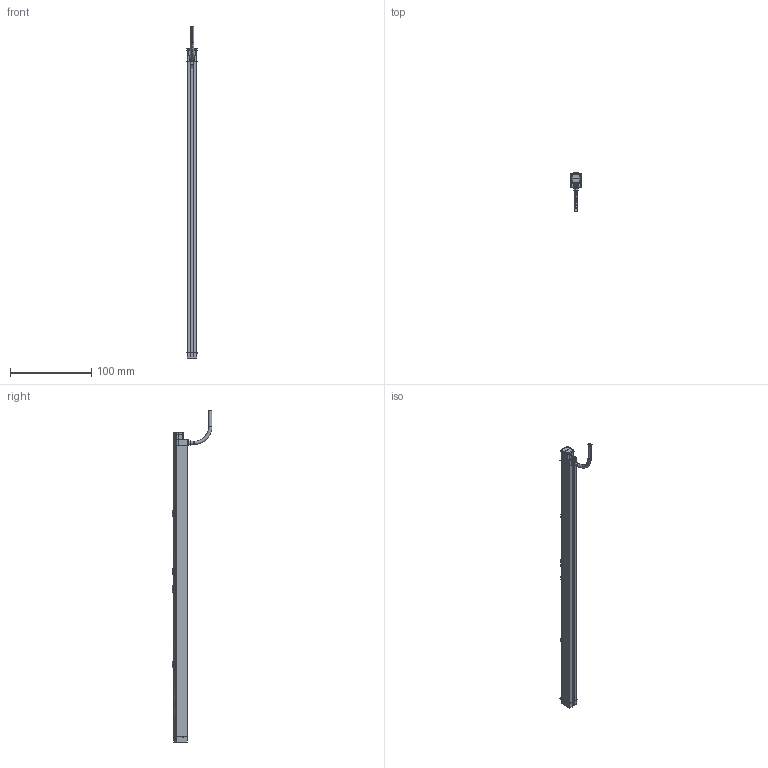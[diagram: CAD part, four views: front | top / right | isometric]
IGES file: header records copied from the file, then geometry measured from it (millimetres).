
Start section:  PTC IGES file: 218403_sm01.igs
Global section: file name: 218403_sm01.igs; native system: Creo Parametric by PTC Inc.; preprocessor: 2019292; author: PDMAdmin; organization: Unknown; date: 20220714.161646; units: millimetre
Bounding box: 12.81 x 49.18 x 408.2 mm (x, y, z)
Volume: 60662.6 mm3; surface area: 118705.6 mm2
Topology: 2 solids, 2 shells, 1586 faces, 7940 edges, 9748 vertices
Faces by surface type: bspline 1052, revolution 522, extrusion 12
